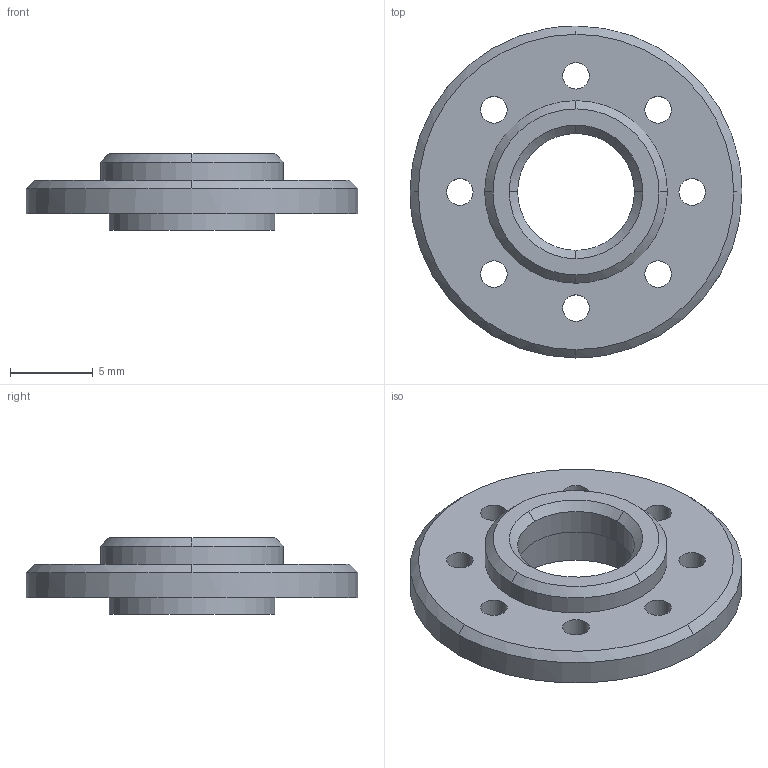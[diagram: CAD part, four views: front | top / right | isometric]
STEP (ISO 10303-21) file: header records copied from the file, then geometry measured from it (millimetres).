
FILE_DESCRIPTION((''),'2;1');
FILE_NAME('TEMP.stp','2017-10-30T17:48:13',(''),(''),'STEP Write','Mastercam X9 ... CNC Software, Inc.','');
FILE_SCHEMA(('AUTOMOTIVE_DESIGN'));
Length unit declared in the file: millimetre
Products named in the file (1): None
Bounding box: 20 x 20 x 4.6 mm (x, y, z)
Volume: 586.5 mm3; surface area: 889.4 mm2
Topology: 1 solids, 1 shells, 30 faces, 72 edges, 47 vertices
Faces by surface type: cylinder 13, bspline 12, plane 5
Full cylindrical faces by diameter (mm): 1.6 x8, 7.04 x1, 8.5 x1, 10 x1, 11 x1, 20 x1
Entity records: 1160 total; most frequent: CARTESIAN_POINT 520, ORIENTED_EDGE 118, DIRECTION 106, EDGE_LOOP 64, EDGE_CURVE 59, AXIS2_PLACEMENT_3D 49, VERTEX_POINT 47, FACE_BOUND 47
